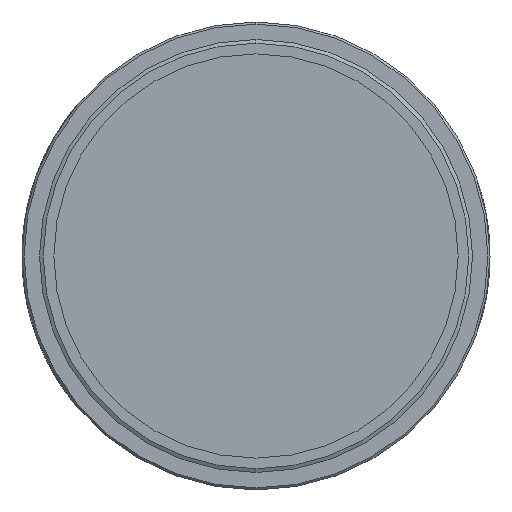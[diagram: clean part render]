
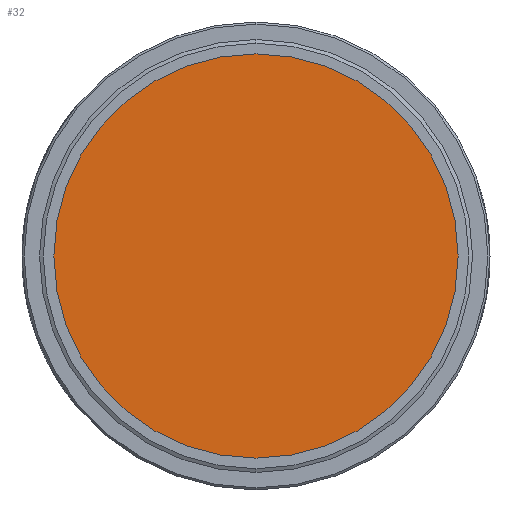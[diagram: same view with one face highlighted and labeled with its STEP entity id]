
A CAD part, left-side view. The second image highlights one B-rep face of the part: STEP entity #32.
In plain terms, the highlighted planar face has unit normal (-1, 0, 0).
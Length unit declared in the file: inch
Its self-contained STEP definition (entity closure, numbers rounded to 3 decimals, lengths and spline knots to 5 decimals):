
#32 = ADVANCED_FACE ( 'NONE', ( #13938 ), #15114, .F. ) ;
#250 = VERTEX_POINT ( 'NONE', #10675 ) ;
#877 = CARTESIAN_POINT ( 'NONE',  ( -0.14, 0., 0. ) ) ;
#1100 = DIRECTION ( 'NONE',  ( 0., 0.496, -0.868 ) ) ;
#1124 = EDGE_LOOP ( 'NONE', ( #12910, #11743 ) ) ;
#2053 = DIRECTION ( 'NONE',  ( 0., 0.496, -0.868 ) ) ;
#2193 = AXIS2_PLACEMENT_3D ( 'NONE', #9279, #11640, #4627 ) ;
#4193 = AXIS2_PLACEMENT_3D ( 'NONE', #877, #9086, #2053 ) ;
#4240 = EDGE_CURVE ( 'NONE', #10532, #250, #13800, .T. ) ;
#4627 = DIRECTION ( 'NONE',  ( 0., 0.496, -0.868 ) ) ;
#5660 = CIRCLE ( 'NONE', #4193, 0.99016 ) ;
#5806 = CARTESIAN_POINT ( 'NONE',  ( -0.14, 0.49094, -0.85988 ) ) ;
#8145 = DIRECTION ( 'NONE',  ( -1., 0., 0. ) ) ;
#8257 = EDGE_CURVE ( 'NONE', #250, #10532, #5660, .T. ) ;
#9086 = DIRECTION ( 'NONE',  ( -1., 0., 0. ) ) ;
#9088 = AXIS2_PLACEMENT_3D ( 'NONE', #15155, #8145, #1100 ) ;
#9279 = CARTESIAN_POINT ( 'NONE',  ( -0.14, 0., 0. ) ) ;
#10532 = VERTEX_POINT ( 'NONE', #5806 ) ;
#10675 = CARTESIAN_POINT ( 'NONE',  ( -0.14, -0.49094, 0.85988 ) ) ;
#11640 = DIRECTION ( 'NONE',  ( 1., 0., 0. ) ) ;
#11743 = ORIENTED_EDGE ( 'NONE', *, *, #8257, .T. ) ;
#12910 = ORIENTED_EDGE ( 'NONE', *, *, #4240, .T. ) ;
#13800 = CIRCLE ( 'NONE', #9088, 0.99016 ) ;
#13938 = FACE_OUTER_BOUND ( 'NONE', #1124, .T. ) ;
#15114 = PLANE ( 'NONE',  #2193 ) ;
#15155 = CARTESIAN_POINT ( 'NONE',  ( -0.14, 0., 0. ) ) ;
